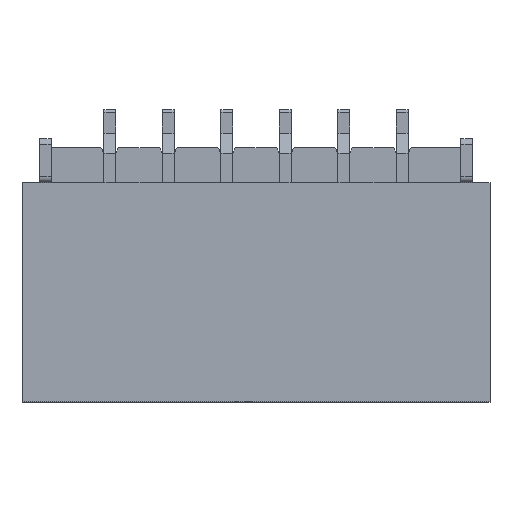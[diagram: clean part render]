
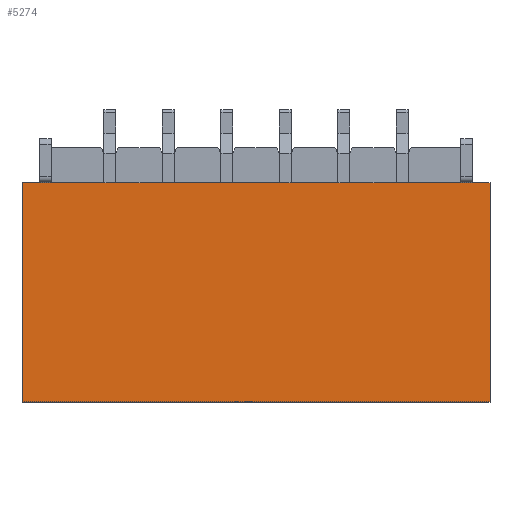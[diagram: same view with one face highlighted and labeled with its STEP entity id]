
A CAD part, top view. The second image highlights one B-rep face of the part: STEP entity #5274.
In plain terms, the highlighted planar face has unit normal (0, 0, 1).
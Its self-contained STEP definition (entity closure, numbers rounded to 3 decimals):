
#214=ORIENTED_EDGE('',*,*,#1283,.T.);
#215=ORIENTED_EDGE('',*,*,#1337,.F.);
#216=ORIENTED_EDGE('',*,*,#1338,.F.);
#217=ORIENTED_EDGE('',*,*,#1339,.T.);
#1283=EDGE_CURVE('',#1848,#1847,#2211,.T.);
#1337=EDGE_CURVE('',#1898,#1847,#2265,.T.);
#1338=EDGE_CURVE('',#1899,#1898,#2266,.T.);
#1339=EDGE_CURVE('',#1899,#1848,#2267,.T.);
#1847=VERTEX_POINT('',#6887);
#1848=VERTEX_POINT('',#6889);
#1898=VERTEX_POINT('',#6994);
#1899=VERTEX_POINT('',#6998);
#2211=LINE('',#6888,#2707);
#2265=LINE('',#6995,#2761);
#2266=LINE('',#6997,#2762);
#2267=LINE('',#6999,#2763);
#2707=VECTOR('',#5802,1000.);
#2761=VECTOR('',#5860,1000.);
#2762=VECTOR('',#5863,1000.);
#2763=VECTOR('',#5864,1000.);
#3179=EDGE_LOOP('',(#214,#215,#216,#217));
#3399=FACE_BOUND('',#3179,.T.);
#3617=PLANE('',#5492);
#5274=ADVANCED_FACE('',(#3399),#3617,.T.);
#5492=AXIS2_PLACEMENT_3D('',#6996,#5861,#5862);
#5802=DIRECTION('',(-1.,0.,0.));
#5860=DIRECTION('',(0.,1.,0.));
#5861=DIRECTION('',(0.,0.,1.));
#5862=DIRECTION('',(0.,-1.,0.));
#5863=DIRECTION('',(-1.,0.,0.));
#5864=DIRECTION('',(0.,1.,0.));
#6887=CARTESIAN_POINT('',(-4.,1.575,1.5));
#6888=CARTESIAN_POINT('',(-4.,1.575,1.5));
#6889=CARTESIAN_POINT('',(4.,1.575,1.5));
#6994=CARTESIAN_POINT('',(-4.,-2.175,1.5));
#6995=CARTESIAN_POINT('',(-4.,-2.175,1.5));
#6996=CARTESIAN_POINT('',(4.,-2.175,1.5));
#6997=CARTESIAN_POINT('',(4.,-2.175,1.5));
#6998=CARTESIAN_POINT('',(4.,-2.175,1.5));
#6999=CARTESIAN_POINT('',(4.,-2.175,1.5));
